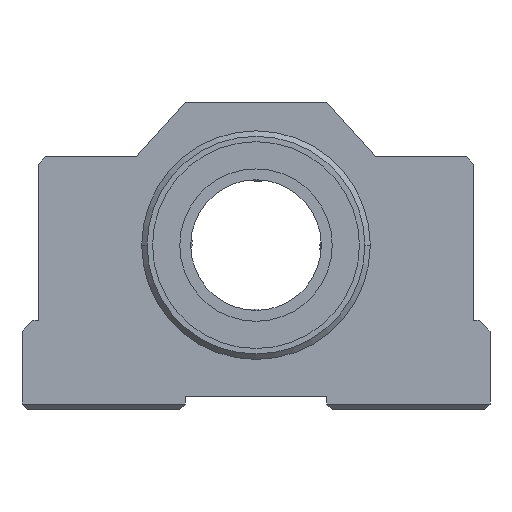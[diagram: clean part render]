
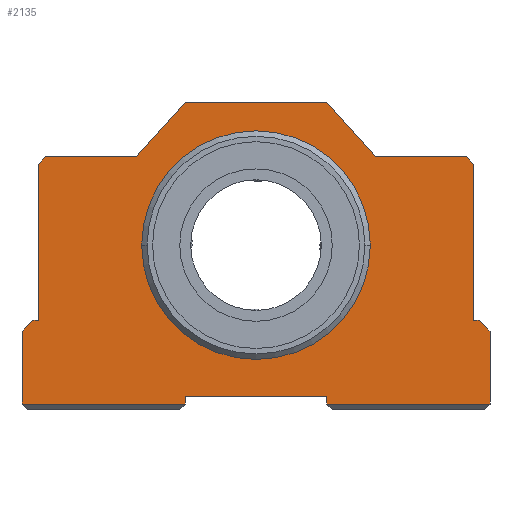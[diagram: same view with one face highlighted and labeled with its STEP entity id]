
A CAD part, front view. The second image highlights one B-rep face of the part: STEP entity #2135.
In plain terms, the highlighted planar face has unit normal (0, -1, 0).
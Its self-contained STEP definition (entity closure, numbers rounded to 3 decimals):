
#399=CIRCLE('',#2826,10.5);
#521=ORIENTED_EDGE('',*,*,#1066,.F.);
#522=ORIENTED_EDGE('',*,*,#1032,.F.);
#523=ORIENTED_EDGE('',*,*,#1071,.T.);
#524=ORIENTED_EDGE('',*,*,#1027,.F.);
#525=ORIENTED_EDGE('',*,*,#1025,.F.);
#526=ORIENTED_EDGE('',*,*,#1072,.T.);
#527=ORIENTED_EDGE('',*,*,#1020,.F.);
#528=ORIENTED_EDGE('',*,*,#1017,.F.);
#529=ORIENTED_EDGE('',*,*,#1014,.F.);
#530=ORIENTED_EDGE('',*,*,#1011,.F.);
#531=ORIENTED_EDGE('',*,*,#1070,.F.);
#532=ORIENTED_EDGE('',*,*,#1073,.T.);
#533=ORIENTED_EDGE('',*,*,#1062,.F.);
#534=ORIENTED_EDGE('',*,*,#1060,.F.);
#535=ORIENTED_EDGE('',*,*,#1074,.T.);
#536=ORIENTED_EDGE('',*,*,#1054,.F.);
#537=ORIENTED_EDGE('',*,*,#1075,.T.);
#538=ORIENTED_EDGE('',*,*,#1046,.F.);
#539=ORIENTED_EDGE('',*,*,#1044,.F.);
#540=ORIENTED_EDGE('',*,*,#1041,.F.);
#541=ORIENTED_EDGE('',*,*,#1076,.T.);
#1011=EDGE_CURVE('',#1290,#1291,#1476,.T.);
#1014=EDGE_CURVE('',#1291,#1293,#1479,.T.);
#1017=EDGE_CURVE('',#1293,#1295,#1482,.T.);
#1020=EDGE_CURVE('',#1295,#1297,#1484,.T.);
#1025=EDGE_CURVE('',#1301,#1302,#1489,.T.);
#1027=EDGE_CURVE('',#1302,#1303,#1491,.T.);
#1032=EDGE_CURVE('',#1307,#1308,#1496,.T.);
#1041=EDGE_CURVE('',#1316,#1317,#1504,.T.);
#1044=EDGE_CURVE('',#1317,#1319,#1507,.T.);
#1046=EDGE_CURVE('',#1319,#1320,#1509,.T.);
#1054=EDGE_CURVE('',#1327,#1328,#1516,.T.);
#1060=EDGE_CURVE('',#1333,#1334,#1522,.T.);
#1062=EDGE_CURVE('',#1334,#1335,#1524,.T.);
#1066=EDGE_CURVE('',#1338,#1338,#399,.T.);
#1070=EDGE_CURVE('',#1341,#1290,#1529,.T.);
#1071=EDGE_CURVE('',#1307,#1303,#1530,.F.);
#1072=EDGE_CURVE('',#1301,#1297,#1531,.F.);
#1073=EDGE_CURVE('',#1341,#1335,#1532,.F.);
#1074=EDGE_CURVE('',#1333,#1328,#1533,.F.);
#1075=EDGE_CURVE('',#1327,#1320,#1534,.T.);
#1076=EDGE_CURVE('',#1316,#1308,#1535,.T.);
#1290=VERTEX_POINT('',#3664);
#1291=VERTEX_POINT('',#3666);
#1293=VERTEX_POINT('',#3672);
#1295=VERTEX_POINT('',#3678);
#1297=VERTEX_POINT('',#3684);
#1301=VERTEX_POINT('',#3693);
#1302=VERTEX_POINT('',#3695);
#1303=VERTEX_POINT('',#3699);
#1307=VERTEX_POINT('',#3708);
#1308=VERTEX_POINT('',#3710);
#1316=VERTEX_POINT('',#3728);
#1317=VERTEX_POINT('',#3730);
#1319=VERTEX_POINT('',#3736);
#1320=VERTEX_POINT('',#3740);
#1327=VERTEX_POINT('',#3757);
#1328=VERTEX_POINT('',#3758);
#1333=VERTEX_POINT('',#3769);
#1334=VERTEX_POINT('',#3771);
#1335=VERTEX_POINT('',#3775);
#1338=VERTEX_POINT('',#3783);
#1341=VERTEX_POINT('',#3790);
#1476=LINE('',#3665,#1633);
#1479=LINE('',#3671,#1636);
#1482=LINE('',#3677,#1639);
#1484=LINE('',#3683,#1641);
#1489=LINE('',#3694,#1646);
#1491=LINE('',#3698,#1648);
#1496=LINE('',#3709,#1653);
#1504=LINE('',#3729,#1661);
#1507=LINE('',#3735,#1664);
#1509=LINE('',#3739,#1666);
#1516=LINE('',#3756,#1673);
#1522=LINE('',#3770,#1679);
#1524=LINE('',#3774,#1681);
#1529=LINE('',#3791,#1686);
#1530=LINE('',#3793,#1687);
#1531=LINE('',#3794,#1688);
#1532=LINE('',#3795,#1689);
#1533=LINE('',#3796,#1690);
#1534=LINE('',#3797,#1691);
#1535=LINE('',#3798,#1692);
#1633=VECTOR('',#3043,1000.);
#1636=VECTOR('',#3048,1000.);
#1639=VECTOR('',#3053,1000.);
#1641=VECTOR('',#3059,1000.);
#1646=VECTOR('',#3066,1000.);
#1648=VECTOR('',#3070,1000.);
#1653=VECTOR('',#3077,1000.);
#1661=VECTOR('',#3091,1000.);
#1664=VECTOR('',#3096,1000.);
#1666=VECTOR('',#3100,1000.);
#1673=VECTOR('',#3113,1000.);
#1679=VECTOR('',#3121,1000.);
#1681=VECTOR('',#3125,1000.);
#1686=VECTOR('',#3140,1000.);
#1687=VECTOR('',#3143,1000.);
#1688=VECTOR('',#3144,1000.);
#1689=VECTOR('',#3145,1000.);
#1690=VECTOR('',#3146,1000.);
#1691=VECTOR('',#3147,1000.);
#1692=VECTOR('',#3148,1000.);
#1810=EDGE_LOOP('',(#521));
#1811=EDGE_LOOP('',(#522,#523,#524,#525,#526,#527,#528,#529,#530,#531,#532,
#533,#534,#535,#536,#537,#538,#539,#540,#541));
#1951=FACE_BOUND('',#1810,.T.);
#1952=FACE_BOUND('',#1811,.T.);
#2086=PLANE('',#2829);
#2135=ADVANCED_FACE('',(#1951,#1952),#2086,.F.);
#2826=AXIS2_PLACEMENT_3D('',#3782,#3132,#3133);
#2829=AXIS2_PLACEMENT_3D('',#3792,#3141,#3142);
#3043=DIRECTION('',(0.669,0.,0.743));
#3048=DIRECTION('',(1.,0.,0.));
#3053=DIRECTION('',(0.669,0.,-0.743));
#3059=DIRECTION('',(1.,0.,0.));
#3066=DIRECTION('',(0.,0.,-1.));
#3070=DIRECTION('',(1.,0.,0.));
#3077=DIRECTION('',(0.,0.,-1.));
#3091=DIRECTION('',(0.,0.,1.));
#3096=DIRECTION('',(-1.,0.,0.));
#3100=DIRECTION('',(0.,0.,-1.));
#3113=DIRECTION('',(0.,0.,1.));
#3121=DIRECTION('',(1.,0.,0.));
#3125=DIRECTION('',(0.,0.,1.));
#3132=DIRECTION('',(0.,-1.,0.));
#3133=DIRECTION('',(-1.,0.,0.));
#3140=DIRECTION('',(1.,0.,0.));
#3141=DIRECTION('',(0.,1.,0.));
#3142=DIRECTION('',(0.,0.,1.));
#3143=DIRECTION('',(0.707,0.,-0.707));
#3144=DIRECTION('',(0.707,0.,-0.707));
#3145=DIRECTION('',(0.707,0.,0.707));
#3146=DIRECTION('',(0.707,0.,0.707));
#3147=DIRECTION('',(1.,0.,0.));
#3148=DIRECTION('',(1.,0.,0.));
#3664=CARTESIAN_POINT('',(-11.,-10.5,12.));
#3665=CARTESIAN_POINT('',(-6.5,-10.5,17.));
#3666=CARTESIAN_POINT('',(-6.5,-10.5,17.));
#3671=CARTESIAN_POINT('',(-6.5,-10.5,17.));
#3672=CARTESIAN_POINT('',(6.5,-10.5,17.));
#3677=CARTESIAN_POINT('',(6.5,-10.5,17.));
#3678=CARTESIAN_POINT('',(11.,-10.5,12.));
#3683=CARTESIAN_POINT('',(11.,-10.5,12.));
#3684=CARTESIAN_POINT('',(19.35,-10.5,12.));
#3693=CARTESIAN_POINT('',(20.,-10.5,11.35));
#3694=CARTESIAN_POINT('',(20.,-10.5,12.));
#3695=CARTESIAN_POINT('',(20.,-10.5,-3.));
#3698=CARTESIAN_POINT('',(21.5,-10.5,-3.));
#3699=CARTESIAN_POINT('',(20.5,-10.5,-3.));
#3708=CARTESIAN_POINT('',(21.5,-10.5,-4.));
#3709=CARTESIAN_POINT('',(21.5,-10.5,-3.));
#3710=CARTESIAN_POINT('',(21.5,-10.5,-10.7));
#3728=CARTESIAN_POINT('',(6.5,-10.5,-10.7));
#3729=CARTESIAN_POINT('',(6.5,-10.5,-11.2));
#3730=CARTESIAN_POINT('',(6.5,-10.5,-10.));
#3735=CARTESIAN_POINT('',(6.5,-10.5,-10.));
#3736=CARTESIAN_POINT('',(-6.5,-10.5,-10.));
#3739=CARTESIAN_POINT('',(-6.5,-10.5,-11.2));
#3740=CARTESIAN_POINT('',(-6.5,-10.5,-10.7));
#3756=CARTESIAN_POINT('',(-21.5,-10.5,-3.));
#3757=CARTESIAN_POINT('',(-21.5,-10.5,-10.7));
#3758=CARTESIAN_POINT('',(-21.5,-10.5,-4.));
#3769=CARTESIAN_POINT('',(-20.5,-10.5,-3.));
#3770=CARTESIAN_POINT('',(-21.5,-10.5,-3.));
#3771=CARTESIAN_POINT('',(-20.,-10.5,-3.));
#3774=CARTESIAN_POINT('',(-20.,-10.5,12.));
#3775=CARTESIAN_POINT('',(-20.,-10.5,11.35));
#3782=CARTESIAN_POINT('',(0.,-10.5,3.9));
#3783=CARTESIAN_POINT('',(-10.5,-10.5,3.9));
#3790=CARTESIAN_POINT('',(-19.35,-10.5,12.));
#3791=CARTESIAN_POINT('',(-11.,-10.5,12.));
#3792=CARTESIAN_POINT('',(0.,-10.5,0.));
#3793=CARTESIAN_POINT('',(20.5,-10.5,-3.));
#3794=CARTESIAN_POINT('',(19.35,-10.5,12.));
#3795=CARTESIAN_POINT('',(-20.,-10.5,11.35));
#3796=CARTESIAN_POINT('',(-21.5,-10.5,-4.));
#3797=CARTESIAN_POINT('',(-6.5,-10.5,-10.7));
#3798=CARTESIAN_POINT('',(21.5,-10.5,-10.7));
